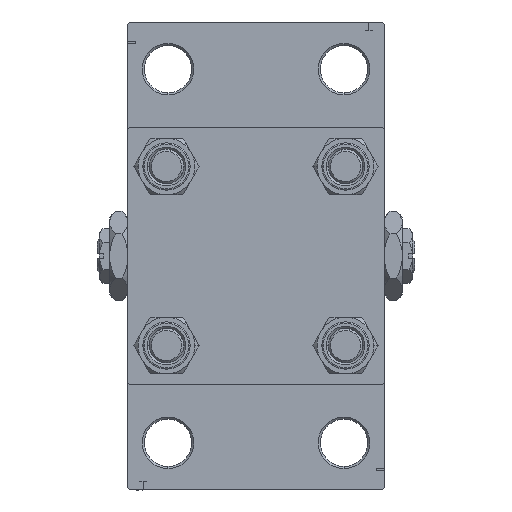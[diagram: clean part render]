
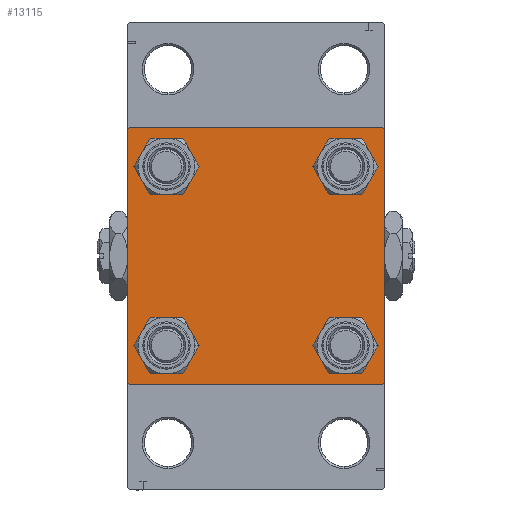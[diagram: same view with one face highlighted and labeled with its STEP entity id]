
A CAD part, left-side view. The second image highlights one B-rep face of the part: STEP entity #13115.
In plain terms, the highlighted planar face has unit normal (-1, 0, 0).
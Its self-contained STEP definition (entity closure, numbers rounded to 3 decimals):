
#105 = EDGE_CURVE ( 'NONE', #15782, #39166, #3715, .T. ) ;
#282 = EDGE_CURVE ( 'NONE', #41869, #42884, #14612, .T. ) ;
#429 = DIRECTION ( 'NONE',  ( 0., -0.707, 0.707 ) ) ;
#1299 = DIRECTION ( 'NONE',  ( 0., 0.707, -0.707 ) ) ;
#1541 = CIRCLE ( 'NONE', #4044, 4.5 ) ;
#2155 = DIRECTION ( 'NONE',  ( 0., 0., 1. ) ) ;
#2706 = ORIENTED_EDGE ( 'NONE', *, *, #42709, .T. ) ;
#3715 = CIRCLE ( 'NONE', #31383, 4.5 ) ;
#4044 = AXIS2_PLACEMENT_3D ( 'NONE', #8919, #44600, #33586 ) ;
#4242 = ORIENTED_EDGE ( 'NONE', *, *, #44294, .T. ) ;
#4508 = CARTESIAN_POINT ( 'NONE',  ( 0., -20.85, 16.35 ) ) ;
#4798 = VERTEX_POINT ( 'NONE', #34513 ) ;
#5739 = FACE_BOUND ( 'NONE', #48612, .T. ) ;
#5935 = ORIENTED_EDGE ( 'NONE', *, *, #22416, .T. ) ;
#5996 = FACE_OUTER_BOUND ( 'NONE', #35826, .T. ) ;
#6580 = AXIS2_PLACEMENT_3D ( 'NONE', #27312, #43325, #7387 ) ;
#7387 = DIRECTION ( 'NONE',  ( 0., 0., 1. ) ) ;
#7862 = VERTEX_POINT ( 'NONE', #33226 ) ;
#8064 = DIRECTION ( 'NONE',  ( 0., 0., 1. ) ) ;
#8919 = CARTESIAN_POINT ( 'NONE',  ( 0., 20.85, 20.85 ) ) ;
#9061 = VERTEX_POINT ( 'NONE', #25273 ) ;
#9285 = ORIENTED_EDGE ( 'NONE', *, *, #36413, .T. ) ;
#9668 = CARTESIAN_POINT ( 'NONE',  ( 0., 20.85, -16.35 ) ) ;
#9856 = VECTOR ( 'NONE', #32404, 1000. ) ;
#9916 = VECTOR ( 'NONE', #51289, 1000. ) ;
#10268 = DIRECTION ( 'NONE',  ( 1., 0., 0. ) ) ;
#10841 = VECTOR ( 'NONE', #49394, 1000. ) ;
#11581 = CIRCLE ( 'NONE', #47598, 4.5 ) ;
#13115 = ADVANCED_FACE ( 'NONE', ( #25930, #41681, #5739, #41942, #5996 ), #21973, .T. ) ;
#13548 = LINE ( 'NONE', #29544, #30872 ) ;
#14531 = DIRECTION ( 'NONE',  ( 0., 0., 1. ) ) ;
#14612 = CIRCLE ( 'NONE', #44775, 4.5 ) ;
#15782 = VERTEX_POINT ( 'NONE', #4508 ) ;
#16267 = CARTESIAN_POINT ( 'NONE',  ( 0., 20.85, 25.35 ) ) ;
#17129 = LINE ( 'NONE', #33422, #10841 ) ;
#17190 = VERTEX_POINT ( 'NONE', #29343 ) ;
#17795 = CARTESIAN_POINT ( 'NONE',  ( 0., 29.75, -29.75 ) ) ;
#18094 = ORIENTED_EDGE ( 'NONE', *, *, #44952, .T. ) ;
#19107 = VERTEX_POINT ( 'NONE', #9668 ) ;
#19532 = ORIENTED_EDGE ( 'NONE', *, *, #37738, .T. ) ;
#19716 = ORIENTED_EDGE ( 'NONE', *, *, #27226, .T. ) ;
#20038 = VECTOR ( 'NONE', #31488, 1000. ) ;
#20138 = DIRECTION ( 'NONE',  ( 1., 0., 0. ) ) ;
#20152 = CARTESIAN_POINT ( 'NONE',  ( 0., -30., 29.5 ) ) ;
#20336 = LINE ( 'NONE', #47890, #20516 ) ;
#20516 = VECTOR ( 'NONE', #429, 1000. ) ;
#20772 = DIRECTION ( 'NONE',  ( 1., 0., 0. ) ) ;
#21675 = DIRECTION ( 'NONE',  ( 0., 0., -1. ) ) ;
#21973 = PLANE ( 'NONE',  #29606 ) ;
#22416 = EDGE_CURVE ( 'NONE', #42884, #41869, #1541, .T. ) ;
#23188 = CARTESIAN_POINT ( 'NONE',  ( 0., -20.85, -20.85 ) ) ;
#24773 = VERTEX_POINT ( 'NONE', #20152 ) ;
#24960 = DIRECTION ( 'NONE',  ( 0., 0., 1. ) ) ;
#25210 = CARTESIAN_POINT ( 'NONE',  ( 0., -20.85, -20.85 ) ) ;
#25273 = CARTESIAN_POINT ( 'NONE',  ( 0., 30., 29.5 ) ) ;
#25349 = CARTESIAN_POINT ( 'NONE',  ( 0., 20.85, 20.85 ) ) ;
#25830 = VECTOR ( 'NONE', #50065, 1000. ) ;
#25930 = FACE_BOUND ( 'NONE', #33898, .T. ) ;
#26361 = DIRECTION ( 'NONE',  ( 0., 0., 1. ) ) ;
#26888 = EDGE_CURVE ( 'NONE', #42298, #17190, #46136, .T. ) ;
#27226 = EDGE_CURVE ( 'NONE', #24773, #7862, #31110, .T. ) ;
#27312 = CARTESIAN_POINT ( 'NONE',  ( 0., 20.85, -20.85 ) ) ;
#28648 = ORIENTED_EDGE ( 'NONE', *, *, #48134, .F. ) ;
#29158 = CIRCLE ( 'NONE', #6580, 4.5 ) ;
#29343 = CARTESIAN_POINT ( 'NONE',  ( 0., 29.5, -30. ) ) ;
#29353 = CARTESIAN_POINT ( 'NONE',  ( 0., 20.85, -20.85 ) ) ;
#29544 = CARTESIAN_POINT ( 'NONE',  ( 0., -30., 30. ) ) ;
#29606 = AXIS2_PLACEMENT_3D ( 'NONE', #50831, #43235, #8064 ) ;
#30578 = AXIS2_PLACEMENT_3D ( 'NONE', #29353, #46153, #41970 ) ;
#30597 = CARTESIAN_POINT ( 'NONE',  ( 0., 29.5, 30. ) ) ;
#30872 = VECTOR ( 'NONE', #21675, 1000. ) ;
#31110 = LINE ( 'NONE', #43443, #9916 ) ;
#31383 = AXIS2_PLACEMENT_3D ( 'NONE', #44276, #20138, #36168 ) ;
#31488 = DIRECTION ( 'NONE',  ( 0., -1., 0. ) ) ;
#31592 = VERTEX_POINT ( 'NONE', #43502 ) ;
#31912 = ORIENTED_EDGE ( 'NONE', *, *, #282, .T. ) ;
#32404 = DIRECTION ( 'NONE',  ( 0., 0., -1. ) ) ;
#32607 = CARTESIAN_POINT ( 'NONE',  ( 0., -20.85, 20.85 ) ) ;
#33226 = CARTESIAN_POINT ( 'NONE',  ( 0., -29.5, 30. ) ) ;
#33326 = ORIENTED_EDGE ( 'NONE', *, *, #35903, .T. ) ;
#33422 = CARTESIAN_POINT ( 'NONE',  ( 0., 30., 30. ) ) ;
#33586 = DIRECTION ( 'NONE',  ( 0., 0., 1. ) ) ;
#33803 = CARTESIAN_POINT ( 'NONE',  ( 0., -20.85, 25.35 ) ) ;
#33824 = VERTEX_POINT ( 'NONE', #36687 ) ;
#33898 = EDGE_LOOP ( 'NONE', ( #2706, #48121 ) ) ;
#34036 = CIRCLE ( 'NONE', #48238, 4.5 ) ;
#34513 = CARTESIAN_POINT ( 'NONE',  ( 0., -29.5, -30. ) ) ;
#34741 = EDGE_LOOP ( 'NONE', ( #19532, #18094 ) ) ;
#35448 = LINE ( 'NONE', #51414, #20038 ) ;
#35826 = EDGE_LOOP ( 'NONE', ( #48326, #37086, #4242, #9285, #50418, #19716, #28648, #44513 ) ) ;
#35903 = EDGE_CURVE ( 'NONE', #19107, #49965, #39817, .T. ) ;
#36168 = DIRECTION ( 'NONE',  ( 0., 0., 1. ) ) ;
#36413 = EDGE_CURVE ( 'NONE', #4798, #33824, #20336, .T. ) ;
#36687 = CARTESIAN_POINT ( 'NONE',  ( 0., -30., -29.5 ) ) ;
#37086 = ORIENTED_EDGE ( 'NONE', *, *, #26888, .T. ) ;
#37252 = CARTESIAN_POINT ( 'NONE',  ( 0., 29.75, 29.75 ) ) ;
#37691 = VERTEX_POINT ( 'NONE', #46039 ) ;
#37738 = EDGE_CURVE ( 'NONE', #37691, #31592, #34036, .T. ) ;
#38463 = DIRECTION ( 'NONE',  ( 1., 0., 0. ) ) ;
#39166 = VERTEX_POINT ( 'NONE', #33803 ) ;
#39250 = CIRCLE ( 'NONE', #43425, 4.5 ) ;
#39710 = CARTESIAN_POINT ( 'NONE',  ( 0., 20.85, 16.35 ) ) ;
#39787 = CARTESIAN_POINT ( 'NONE',  ( 0., 30., -29.5 ) ) ;
#39817 = CIRCLE ( 'NONE', #30578, 4.5 ) ;
#40160 = CARTESIAN_POINT ( 'NONE',  ( 0., 20.85, -25.35 ) ) ;
#40295 = LINE ( 'NONE', #45230, #9856 ) ;
#41178 = LINE ( 'NONE', #37252, #50330 ) ;
#41412 = VERTEX_POINT ( 'NONE', #30597 ) ;
#41571 = EDGE_CURVE ( 'NONE', #9061, #42298, #40295, .T. ) ;
#41681 = FACE_BOUND ( 'NONE', #34741, .T. ) ;
#41869 = VERTEX_POINT ( 'NONE', #39710 ) ;
#41942 = FACE_BOUND ( 'NONE', #49636, .T. ) ;
#41970 = DIRECTION ( 'NONE',  ( 0., 0., 1. ) ) ;
#42298 = VERTEX_POINT ( 'NONE', #39787 ) ;
#42709 = EDGE_CURVE ( 'NONE', #39166, #15782, #39250, .T. ) ;
#42828 = EDGE_CURVE ( 'NONE', #49965, #19107, #29158, .T. ) ;
#42884 = VERTEX_POINT ( 'NONE', #16267 ) ;
#43235 = DIRECTION ( 'NONE',  ( -1., 0., 0. ) ) ;
#43325 = DIRECTION ( 'NONE',  ( 1., 0., 0. ) ) ;
#43425 = AXIS2_PLACEMENT_3D ( 'NONE', #32607, #20772, #24960 ) ;
#43443 = CARTESIAN_POINT ( 'NONE',  ( 0., -29.75, 29.75 ) ) ;
#43502 = CARTESIAN_POINT ( 'NONE',  ( 0., -20.85, -25.35 ) ) ;
#44276 = CARTESIAN_POINT ( 'NONE',  ( 0., -20.85, 20.85 ) ) ;
#44294 = EDGE_CURVE ( 'NONE', #17190, #4798, #35448, .T. ) ;
#44513 = ORIENTED_EDGE ( 'NONE', *, *, #51034, .T. ) ;
#44600 = DIRECTION ( 'NONE',  ( 1., 0., 0. ) ) ;
#44775 = AXIS2_PLACEMENT_3D ( 'NONE', #25349, #46541, #14531 ) ;
#44952 = EDGE_CURVE ( 'NONE', #31592, #37691, #11581, .T. ) ;
#45230 = CARTESIAN_POINT ( 'NONE',  ( 0., 30., 30. ) ) ;
#45641 = EDGE_CURVE ( 'NONE', #24773, #33824, #13548, .T. ) ;
#46039 = CARTESIAN_POINT ( 'NONE',  ( 0., -20.85, -16.35 ) ) ;
#46136 = LINE ( 'NONE', #17795, #25830 ) ;
#46153 = DIRECTION ( 'NONE',  ( 1., 0., 0. ) ) ;
#46541 = DIRECTION ( 'NONE',  ( 1., 0., 0. ) ) ;
#47087 = ORIENTED_EDGE ( 'NONE', *, *, #42828, .T. ) ;
#47598 = AXIS2_PLACEMENT_3D ( 'NONE', #25210, #10268, #2155 ) ;
#47890 = CARTESIAN_POINT ( 'NONE',  ( 0., -29.75, -29.75 ) ) ;
#48121 = ORIENTED_EDGE ( 'NONE', *, *, #105, .T. ) ;
#48134 = EDGE_CURVE ( 'NONE', #41412, #7862, #17129, .T. ) ;
#48238 = AXIS2_PLACEMENT_3D ( 'NONE', #23188, #38463, #26361 ) ;
#48326 = ORIENTED_EDGE ( 'NONE', *, *, #41571, .T. ) ;
#48612 = EDGE_LOOP ( 'NONE', ( #33326, #47087 ) ) ;
#49394 = DIRECTION ( 'NONE',  ( 0., -1., 0. ) ) ;
#49636 = EDGE_LOOP ( 'NONE', ( #5935, #31912 ) ) ;
#49965 = VERTEX_POINT ( 'NONE', #40160 ) ;
#50065 = DIRECTION ( 'NONE',  ( 0., -0.707, -0.707 ) ) ;
#50330 = VECTOR ( 'NONE', #1299, 1000. ) ;
#50418 = ORIENTED_EDGE ( 'NONE', *, *, #45641, .F. ) ;
#50831 = CARTESIAN_POINT ( 'NONE',  ( 0., 0., 0. ) ) ;
#51034 = EDGE_CURVE ( 'NONE', #41412, #9061, #41178, .T. ) ;
#51289 = DIRECTION ( 'NONE',  ( 0., 0.707, 0.707 ) ) ;
#51414 = CARTESIAN_POINT ( 'NONE',  ( 0., 30., -30. ) ) ;
